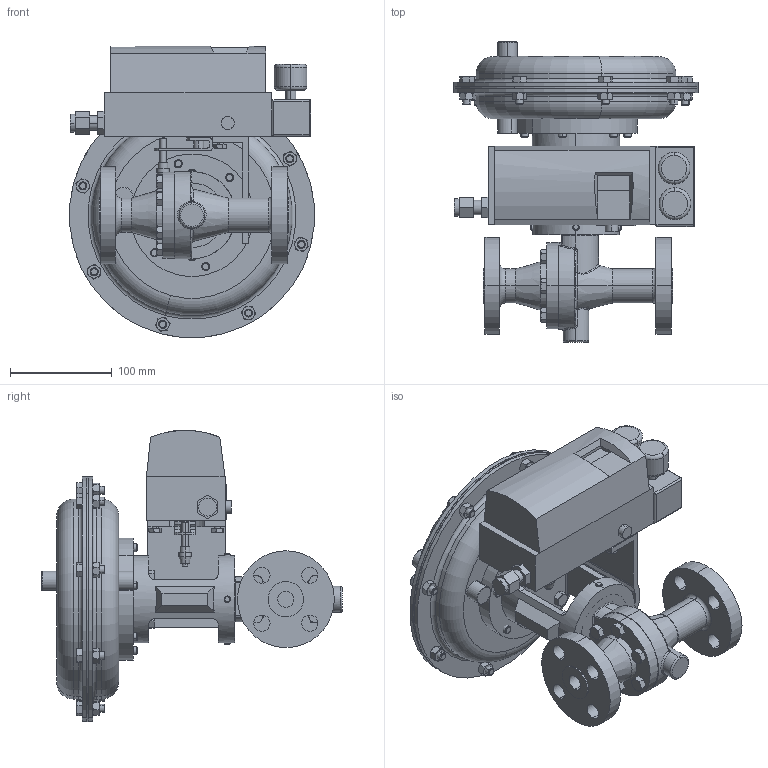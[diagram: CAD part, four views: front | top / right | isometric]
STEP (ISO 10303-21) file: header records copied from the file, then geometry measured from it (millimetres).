
FILE_DESCRIPTION (( 'STEP AP203' ), '1' );
FILE_NAME ('70SP-050-CS+S6-I3-35M-16IQ.STEP', '2017-09-11T13:00:31', ( '' ), ( '' ), 'SwSTEP 2.0', 'SolidWorks 2014', '' );
FILE_SCHEMA (( 'CONFIG_CONTROL_DESIGN' ));
Length unit declared in the file: inch
Products named in the file (1): 70SP-050-CS+S6-I3-35M-16IQ
Bounding box: 240.92 x 295.44 x 286.54 mm (x, y, z)
Volume: 4635051.8 mm3; surface area: 623931.4 mm2
Topology: 52 solids, 52 shells, 1046 faces, 2262 edges, 1359 vertices
Faces by surface type: plane 443, cone 342, cylinder 202, torus 40, bspline 13, sphere 6
Entity records: 31532 total; most frequent: CARTESIAN_POINT 9407, DIRECTION 4560, ORIENTED_EDGE 4500, EDGE_CURVE 2250, AXIS2_PLACEMENT_3D 1840, VERTEX_POINT 1359, EDGE_LOOP 1119, ADVANCED_FACE 1046
